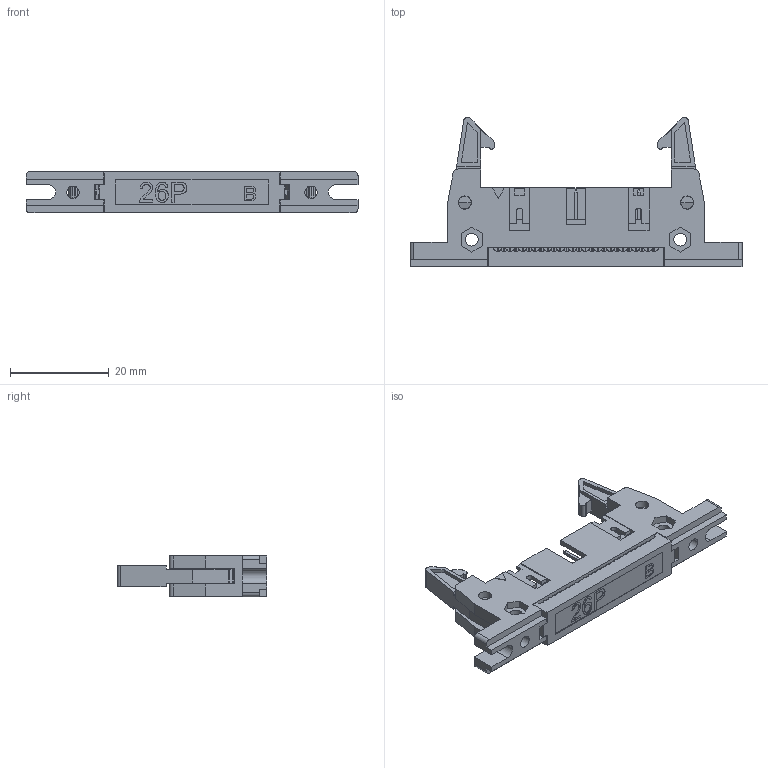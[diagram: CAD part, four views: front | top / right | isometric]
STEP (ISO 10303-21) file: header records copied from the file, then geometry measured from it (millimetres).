
FILE_DESCRIPTION( ('This file contains a STEP AP42 implementation' ,'as created by ZW3D STEP Interface translator.') ,'2;1' );
FILE_NAME( '3820-XXXXWXL01.stp' ,'231130.14 831', (''), ('ZWCAD Software Co.'), 'Version 1.0', 'ZW3D to STEP translator', '' );
FILE_SCHEMA(('AUTOMOTIVE_DESIGN { 1 0 10303 214 1 1 1 1 }'));
Length unit declared in the file: millimetre
Products named in the file (2): 0; 3820-26XXWGL01
Bounding box: 67.22 x 30.3 x 8.4 mm (x, y, z)
Volume: 5388.2 mm3; surface area: 8267 mm2
Topology: 1 solids, 1 shells, 2212 faces, 6276 edges, 3986 vertices
Faces by surface type: plane 1344, cylinder 622, bspline 246
Entity records: 76006 total; most frequent: CARTESIAN_POINT 16753, ORIENTED_EDGE 12420, DIRECTION 11434, EDGE_CURVE 6172, VECTOR 4460, LINE 4460, VERTEX_POINT 3986, AXIS2_PLACEMENT_3D 3487
